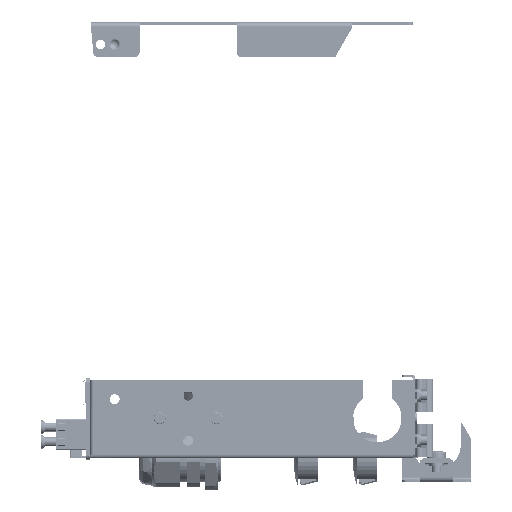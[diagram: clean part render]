
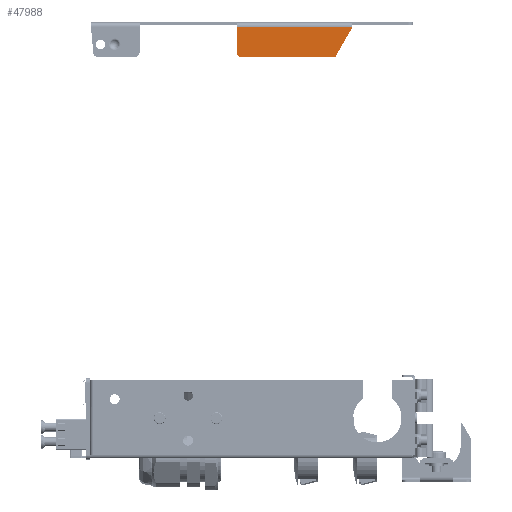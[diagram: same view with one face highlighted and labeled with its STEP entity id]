
A CAD part, left-side view. The second image highlights one B-rep face of the part: STEP entity #47988.
In plain terms, the highlighted face is planar.
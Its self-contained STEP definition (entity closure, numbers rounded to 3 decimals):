
#54 = ORIENTED_EDGE ( 'NONE', *, *, #103785, .F. ) ;
#178 = DIRECTION ( 'NONE',  ( 0., -1., 0. ) ) ;
#2781 = ORIENTED_EDGE ( 'NONE', *, *, #2816, .T. ) ;
#2816 = EDGE_CURVE ( 'NONE', #70498, #79632, #54825, .T. ) ;
#2936 = ORIENTED_EDGE ( 'NONE', *, *, #77026, .T. ) ;
#4473 = VECTOR ( 'NONE', #21241, 1000. ) ;
#13563 = DIRECTION ( 'NONE',  ( 1., 0., 0. ) ) ;
#16290 = DIRECTION ( 'NONE',  ( 0., -1., 0. ) ) ;
#19800 = EDGE_CURVE ( 'NONE', #80705, #74414, #92218, .T. ) ;
#21241 = DIRECTION ( 'NONE',  ( 0., 0., -1. ) ) ;
#23028 = AXIS2_PLACEMENT_3D ( 'NONE', #67000, #13563, #178 ) ;
#28133 = DIRECTION ( 'NONE',  ( 0., -1., 0. ) ) ;
#29616 = DIRECTION ( 'NONE',  ( -1., 0., 0. ) ) ;
#34590 = CARTESIAN_POINT ( 'NONE',  ( 62.625, -14.675, 0. ) ) ;
#35900 = CARTESIAN_POINT ( 'NONE',  ( 62.625, -2., -61.5 ) ) ;
#38064 = EDGE_CURVE ( 'NONE', #118901, #80705, #47950, .T. ) ;
#41440 = CARTESIAN_POINT ( 'NONE',  ( 62.625, 0., -61.5 ) ) ;
#42946 = CARTESIAN_POINT ( 'NONE',  ( 62.625, 0., 0. ) ) ;
#43301 = CARTESIAN_POINT ( 'NONE',  ( 62.625, -2., -110.5 ) ) ;
#46753 = FACE_OUTER_BOUND ( 'NONE', #85299, .T. ) ;
#47768 = CARTESIAN_POINT ( 'NONE',  ( 62.625, -12.675, -61.5 ) ) ;
#47950 = LINE ( 'NONE', #34590, #4473 ) ;
#47988 = ADVANCED_FACE ( 'NONE', ( #46753 ), #56323, .F. ) ;
#50096 = AXIS2_PLACEMENT_3D ( 'NONE', #42946, #29616, #16290 ) ;
#53972 = DIRECTION ( 'NONE',  ( 0., 0., -1. ) ) ;
#54825 = LINE ( 'NONE', #41440, #77515 ) ;
#56323 = PLANE ( 'NONE',  #50096 ) ;
#65513 = DIRECTION ( 'NONE',  ( 0., 0.866, -0.5 ) ) ;
#67000 = CARTESIAN_POINT ( 'NONE',  ( 62.625, -12.675, -63.5 ) ) ;
#67360 = CARTESIAN_POINT ( 'NONE',  ( 62.625, -2., -136. ) ) ;
#70498 = VERTEX_POINT ( 'NONE', #35900 ) ;
#74414 = VERTEX_POINT ( 'NONE', #43301 ) ;
#77026 = EDGE_CURVE ( 'NONE', #79632, #118901, #118375, .T. ) ;
#77515 = VECTOR ( 'NONE', #28133, 1000. ) ;
#78859 = CARTESIAN_POINT ( 'NONE',  ( 62.625, -48.348, -83.741 ) ) ;
#79632 = VERTEX_POINT ( 'NONE', #47768 ) ;
#80692 = LINE ( 'NONE', #67360, #115724 ) ;
#80705 = VERTEX_POINT ( 'NONE', #123042 ) ;
#80867 = CARTESIAN_POINT ( 'NONE',  ( 62.625, -14.675, -63.5 ) ) ;
#85299 = EDGE_LOOP ( 'NONE', ( #2781, #2936, #93179, #114866, #54 ) ) ;
#92218 = LINE ( 'NONE', #78859, #110059 ) ;
#93179 = ORIENTED_EDGE ( 'NONE', *, *, #38064, .T. ) ;
#103785 = EDGE_CURVE ( 'NONE', #70498, #74414, #80692, .T. ) ;
#110059 = VECTOR ( 'NONE', #65513, 1000. ) ;
#114866 = ORIENTED_EDGE ( 'NONE', *, *, #19800, .T. ) ;
#115724 = VECTOR ( 'NONE', #53972, 1000. ) ;
#118375 = CIRCLE ( 'NONE', #23028, 2. ) ;
#118901 = VERTEX_POINT ( 'NONE', #80867 ) ;
#123042 = CARTESIAN_POINT ( 'NONE',  ( 62.625, -14.675, -103.182 ) ) ;
